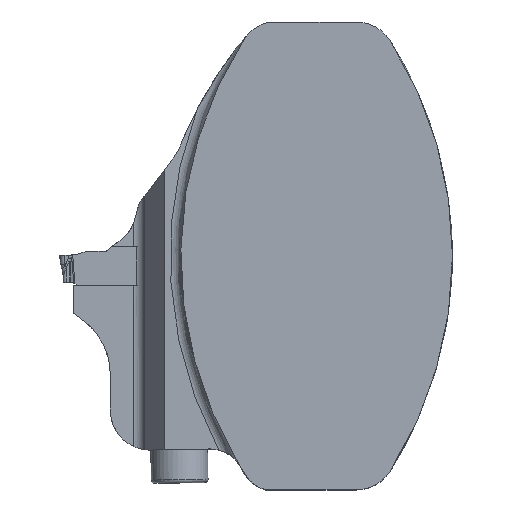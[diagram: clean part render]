
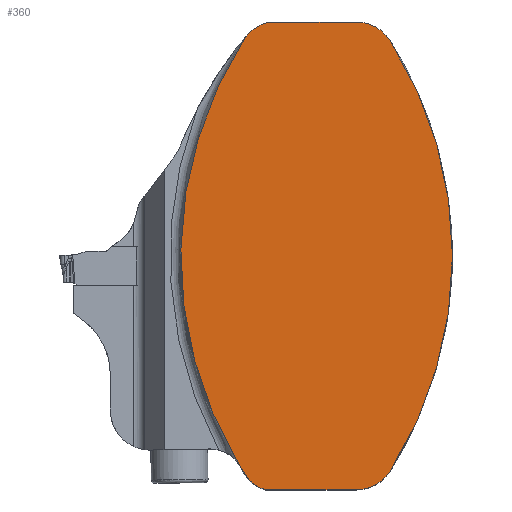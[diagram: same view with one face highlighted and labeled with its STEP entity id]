
A CAD part, top view. The second image highlights one B-rep face of the part: STEP entity #360.
In plain terms, the highlighted planar face has unit normal (0, 0, 1).
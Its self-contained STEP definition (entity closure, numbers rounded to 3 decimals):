
#245=PLANE('',#2531);
#360=ADVANCED_FACE('',(#518),#245,.T.);
#518=FACE_OUTER_BOUND('',#647,.T.);
#647=EDGE_LOOP('',(#1124,#1125,#1126,#1127,#1128,#1129,#1130,#1131,#1132,
#1133,#1134));
#706=CIRCLE('',#2406,60.25);
#708=CIRCLE('',#2409,6.);
#709=CIRCLE('',#2413,6.5);
#710=CIRCLE('',#2416,60.25);
#712=CIRCLE('',#2419,5.2);
#714=CIRCLE('',#2423,5.5);
#715=CIRCLE('',#2427,6.);
#716=CIRCLE('',#2430,60.25);
#717=CIRCLE('',#2435,60.5);
#1124=ORIENTED_EDGE('',*,*,#1658,.F.);
#1125=ORIENTED_EDGE('',*,*,#1683,.F.);
#1126=ORIENTED_EDGE('',*,*,#1686,.T.);
#1127=ORIENTED_EDGE('',*,*,#1690,.F.);
#1128=ORIENTED_EDGE('',*,*,#1692,.T.);
#1129=ORIENTED_EDGE('',*,*,#1662,.F.);
#1130=ORIENTED_EDGE('',*,*,#1666,.F.);
#1131=ORIENTED_EDGE('',*,*,#1668,.T.);
#1132=ORIENTED_EDGE('',*,*,#1696,.T.);
#1133=ORIENTED_EDGE('',*,*,#1672,.F.);
#1134=ORIENTED_EDGE('',*,*,#1675,.F.);
#1444=VERTEX_POINT('',#3231);
#1445=VERTEX_POINT('',#3233);
#1447=VERTEX_POINT('',#3239);
#1449=VERTEX_POINT('',#3242);
#1452=VERTEX_POINT('',#3249);
#1453=VERTEX_POINT('',#3254);
#1456=VERTEX_POINT('',#3261);
#1457=VERTEX_POINT('',#3263);
#1464=VERTEX_POINT('',#3306);
#1466=VERTEX_POINT('',#3334);
#1468=VERTEX_POINT('',#3340);
#1658=EDGE_CURVE('',#1444,#1445,#706,.T.);
#1662=EDGE_CURVE('',#1447,#1449,#708,.T.);
#1666=EDGE_CURVE('',#1452,#1447,#1994,.T.);
#1668=EDGE_CURVE('',#1452,#1453,#709,.T.);
#1672=EDGE_CURVE('',#1456,#1457,#710,.T.);
#1675=EDGE_CURVE('',#1445,#1456,#712,.T.);
#1683=EDGE_CURVE('',#1464,#1444,#714,.T.);
#1686=EDGE_CURVE('',#1464,#1466,#2002,.T.);
#1690=EDGE_CURVE('',#1468,#1466,#715,.T.);
#1692=EDGE_CURVE('',#1468,#1449,#716,.T.);
#1696=EDGE_CURVE('',#1453,#1457,#717,.T.);
#1994=LINE('',#3250,#2164);
#2002=LINE('',#3333,#2172);
#2164=VECTOR('',#2641,1.);
#2172=VECTOR('',#2677,1.);
#2406=AXIS2_PLACEMENT_3D('',#3232,#2625,#2626);
#2409=AXIS2_PLACEMENT_3D('',#3241,#2633,#2634);
#2413=AXIS2_PLACEMENT_3D('',#3253,#2645,#2646);
#2416=AXIS2_PLACEMENT_3D('',#3262,#2653,#2654);
#2419=AXIS2_PLACEMENT_3D('',#3268,#2660,#2661);
#2423=AXIS2_PLACEMENT_3D('',#3308,#2671,#2672);
#2427=AXIS2_PLACEMENT_3D('',#3342,#2683,#2684);
#2430=AXIS2_PLACEMENT_3D('',#3345,#2689,#2690);
#2435=AXIS2_PLACEMENT_3D('',#3352,#2699,#2700);
#2531=AXIS2_PLACEMENT_3D('',#3777,#2971,#2972);
#2625=DIRECTION('',(0.,0.,-1.));
#2626=DIRECTION('',(1.,0.,0.));
#2633=DIRECTION('',(0.,0.,-1.));
#2634=DIRECTION('',(1.,0.,0.));
#2641=DIRECTION('',(1.,0.,0.));
#2645=DIRECTION('',(0.,0.,1.));
#2646=DIRECTION('',(1.,0.,0.));
#2653=DIRECTION('',(0.,0.,-1.));
#2654=DIRECTION('',(1.,0.,0.));
#2660=DIRECTION('',(0.,0.,1.));
#2661=DIRECTION('',(1.,0.,0.));
#2671=DIRECTION('',(0.,0.,-1.));
#2672=DIRECTION('',(1.,0.,0.));
#2677=DIRECTION('',(1.,0.,0.));
#2683=DIRECTION('',(0.,0.,-1.));
#2684=DIRECTION('',(1.,0.,0.));
#2689=DIRECTION('',(0.,0.,1.));
#2690=DIRECTION('',(1.,0.,0.));
#2699=DIRECTION('',(0.,0.,1.));
#2700=DIRECTION('',(1.,0.,0.));
#2971=DIRECTION('',(0.,0.,1.));
#2972=DIRECTION('',(1.,0.,0.));
#3231=CARTESIAN_POINT('',(-10.082,-33.493,0.));
#3232=CARTESIAN_POINT('',(40.,0.,0.));
#3233=CARTESIAN_POINT('',(-11.254,-31.672,0.));
#3239=CARTESIAN_POINT('',(5.998,35.,0.));
#3241=CARTESIAN_POINT('',(5.998,29.,0.));
#3242=CARTESIAN_POINT('',(11.069,32.207,0.));
#3249=CARTESIAN_POINT('',(-7.1,35.,0.));
#3250=CARTESIAN_POINT('',(-25.7,35.,0.));
#3253=CARTESIAN_POINT('',(-5.5,28.7,0.));
#3254=CARTESIAN_POINT('',(-10.472,32.887,0.));
#3261=CARTESIAN_POINT('',(-11.611,-31.087,0.));
#3262=CARTESIAN_POINT('',(40.,0.,0.));
#3263=CARTESIAN_POINT('',(-10.52,32.83,0.));
#3268=CARTESIAN_POINT('',(-15.862,-34.082,0.));
#3306=CARTESIAN_POINT('',(-7.57,-35.,0.));
#3308=CARTESIAN_POINT('',(-6.1,-29.7,0.));
#3333=CARTESIAN_POINT('',(-25.7,-35.,0.));
#3334=CARTESIAN_POINT('',(5.998,-35.,0.));
#3340=CARTESIAN_POINT('',(11.069,-32.207,0.));
#3342=CARTESIAN_POINT('',(5.998,-29.,0.));
#3345=CARTESIAN_POINT('',(-39.85,0.,0.));
#3352=CARTESIAN_POINT('',(35.807,-6.082,0.));
#3777=CARTESIAN_POINT('',(0.,0.,0.));
